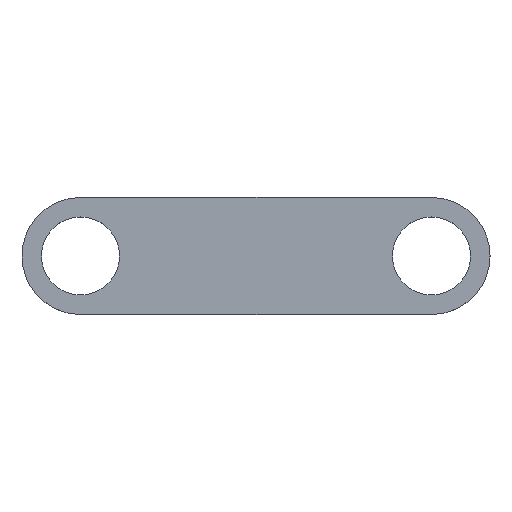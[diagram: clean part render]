
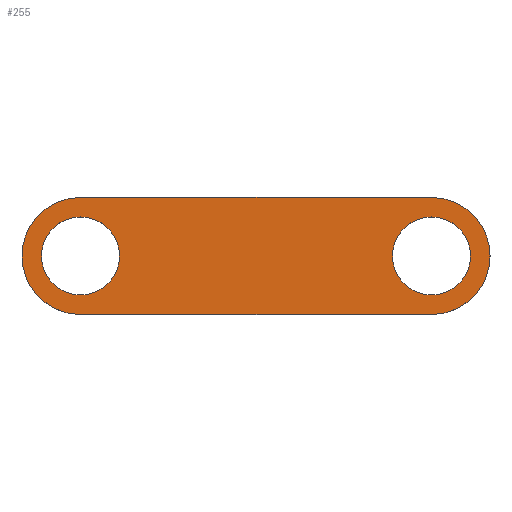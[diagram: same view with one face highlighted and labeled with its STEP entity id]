
A CAD part, top view. The second image highlights one B-rep face of the part: STEP entity #255.
In plain terms, the highlighted planar face has unit normal (0, 0, 1).
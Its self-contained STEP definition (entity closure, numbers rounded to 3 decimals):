
#11 = DIRECTION ( 'NONE',  ( 0., 0., 1. ) ) ;
#12 = EDGE_CURVE ( 'NONE', #290, #157, #385, .T. ) ;
#13 = CARTESIAN_POINT ( 'NONE',  ( -27.041, -2.246, 5. ) ) ;
#21 = CARTESIAN_POINT ( 'NONE',  ( -17.041, -2.246, 5. ) ) ;
#25 = DIRECTION ( 'NONE',  ( 0., 0., 1. ) ) ;
#27 = CARTESIAN_POINT ( 'NONE',  ( 72.959, -2.246, 5. ) ) ;
#30 = ORIENTED_EDGE ( 'NONE', *, *, #12, .T. ) ;
#31 = EDGE_CURVE ( 'NONE', #404, #262, #208, .T. ) ;
#32 = ORIENTED_EDGE ( 'NONE', *, *, #381, .F. ) ;
#45 = CARTESIAN_POINT ( 'NONE',  ( -27.041, -17.246, 5. ) ) ;
#47 = DIRECTION ( 'NONE',  ( 0., 0., 1. ) ) ;
#52 = FACE_BOUND ( 'NONE', #392, .T. ) ;
#55 = FACE_BOUND ( 'NONE', #93, .T. ) ;
#73 = CARTESIAN_POINT ( 'NONE',  ( -27.041, -2.246, 5. ) ) ;
#76 = DIRECTION ( 'NONE',  ( 1., 0., 0. ) ) ;
#77 = AXIS2_PLACEMENT_3D ( 'NONE', #83, #351, #386 ) ;
#83 = CARTESIAN_POINT ( 'NONE',  ( -27.041, -2.246, 5. ) ) ;
#87 = CARTESIAN_POINT ( 'NONE',  ( -27.041, -2.246, 5. ) ) ;
#88 = DIRECTION ( 'NONE',  ( 1., 0., 0. ) ) ;
#93 = EDGE_LOOP ( 'NONE', ( #32, #421 ) ) ;
#107 = DIRECTION ( 'NONE',  ( 1., 0., 0. ) ) ;
#112 = EDGE_CURVE ( 'NONE', #269, #226, #339, .T. ) ;
#116 = AXIS2_PLACEMENT_3D ( 'NONE', #156, #342, #250 ) ;
#118 = AXIS2_PLACEMENT_3D ( 'NONE', #87, #222, #88 ) ;
#124 = DIRECTION ( 'NONE',  ( 0., 0., 1. ) ) ;
#128 = AXIS2_PLACEMENT_3D ( 'NONE', #73, #47, #179 ) ;
#131 = CIRCLE ( 'NONE', #379, 15. ) ;
#133 = EDGE_CURVE ( 'NONE', #157, #354, #171, .T. ) ;
#134 = DIRECTION ( 'NONE',  ( 1., 0., 0. ) ) ;
#136 = CARTESIAN_POINT ( 'NONE',  ( -27.041, -17.246, 5. ) ) ;
#156 = CARTESIAN_POINT ( 'NONE',  ( 62.959, -2.246, 5. ) ) ;
#157 = VERTEX_POINT ( 'NONE', #45 ) ;
#167 = CARTESIAN_POINT ( 'NONE',  ( -27.041, -2.246, 5. ) ) ;
#171 = LINE ( 'NONE', #136, #401 ) ;
#179 = DIRECTION ( 'NONE',  ( 1., 0., 0. ) ) ;
#183 = AXIS2_PLACEMENT_3D ( 'NONE', #281, #25, #192 ) ;
#187 = CARTESIAN_POINT ( 'NONE',  ( -27.041, 12.754, 5. ) ) ;
#188 = VECTOR ( 'NONE', #370, 1000. ) ;
#189 = AXIS2_PLACEMENT_3D ( 'NONE', #13, #210, #107 ) ;
#192 = DIRECTION ( 'NONE',  ( 1., 0., 0. ) ) ;
#203 = EDGE_LOOP ( 'NONE', ( #231, #30, #328, #296, #304 ) ) ;
#208 = LINE ( 'NONE', #234, #188 ) ;
#210 = DIRECTION ( 'NONE',  ( 0., 0., 1. ) ) ;
#214 = CARTESIAN_POINT ( 'NONE',  ( 62.959, 12.754, 5. ) ) ;
#216 = DIRECTION ( 'NONE',  ( 1., 0., 0. ) ) ;
#217 = CIRCLE ( 'NONE', #378, 10. ) ;
#218 = CARTESIAN_POINT ( 'NONE',  ( -42.041, -2.246, 5. ) ) ;
#222 = DIRECTION ( 'NONE',  ( 0., 0., 1. ) ) ;
#226 = VERTEX_POINT ( 'NONE', #376 ) ;
#230 = EDGE_CURVE ( 'NONE', #354, #404, #131, .T. ) ;
#231 = ORIENTED_EDGE ( 'NONE', *, *, #287, .T. ) ;
#234 = CARTESIAN_POINT ( 'NONE',  ( -27.041, 12.754, 5. ) ) ;
#250 = DIRECTION ( 'NONE',  ( 1., 0., 0. ) ) ;
#251 = CIRCLE ( 'NONE', #183, 10. ) ;
#255 = ADVANCED_FACE ( 'NONE', ( #55, #285, #52 ), #412, .T. ) ;
#262 = VERTEX_POINT ( 'NONE', #187 ) ;
#269 = VERTEX_POINT ( 'NONE', #21 ) ;
#270 = CARTESIAN_POINT ( 'NONE',  ( 52.959, -2.246, 5. ) ) ;
#273 = CARTESIAN_POINT ( 'NONE',  ( 62.959, -17.246, 5. ) ) ;
#279 = ORIENTED_EDGE ( 'NONE', *, *, #305, .F. ) ;
#281 = CARTESIAN_POINT ( 'NONE',  ( 62.959, -2.246, 5. ) ) ;
#285 = FACE_OUTER_BOUND ( 'NONE', #203, .T. ) ;
#287 = EDGE_CURVE ( 'NONE', #262, #290, #371, .T. ) ;
#290 = VERTEX_POINT ( 'NONE', #218 ) ;
#294 = VERTEX_POINT ( 'NONE', #27 ) ;
#296 = ORIENTED_EDGE ( 'NONE', *, *, #230, .T. ) ;
#299 = CIRCLE ( 'NONE', #116, 10. ) ;
#301 = EDGE_CURVE ( 'NONE', #424, #294, #251, .T. ) ;
#304 = ORIENTED_EDGE ( 'NONE', *, *, #31, .T. ) ;
#305 = EDGE_CURVE ( 'NONE', #294, #424, #299, .T. ) ;
#309 = ORIENTED_EDGE ( 'NONE', *, *, #301, .F. ) ;
#328 = ORIENTED_EDGE ( 'NONE', *, *, #133, .T. ) ;
#339 = CIRCLE ( 'NONE', #189, 10. ) ;
#342 = DIRECTION ( 'NONE',  ( 0., 0., 1. ) ) ;
#351 = DIRECTION ( 'NONE',  ( 0., 0., 1. ) ) ;
#354 = VERTEX_POINT ( 'NONE', #273 ) ;
#370 = DIRECTION ( 'NONE',  ( -1., 0., 0. ) ) ;
#371 = CIRCLE ( 'NONE', #118, 15. ) ;
#376 = CARTESIAN_POINT ( 'NONE',  ( -37.041, -2.246, 5. ) ) ;
#378 = AXIS2_PLACEMENT_3D ( 'NONE', #167, #11, #134 ) ;
#379 = AXIS2_PLACEMENT_3D ( 'NONE', #410, #124, #216 ) ;
#381 = EDGE_CURVE ( 'NONE', #226, #269, #217, .T. ) ;
#385 = CIRCLE ( 'NONE', #128, 15. ) ;
#386 = DIRECTION ( 'NONE',  ( 1., 0., 0. ) ) ;
#392 = EDGE_LOOP ( 'NONE', ( #309, #279 ) ) ;
#401 = VECTOR ( 'NONE', #76, 1000. ) ;
#404 = VERTEX_POINT ( 'NONE', #214 ) ;
#410 = CARTESIAN_POINT ( 'NONE',  ( 62.959, -2.246, 5. ) ) ;
#412 = PLANE ( 'NONE',  #77 ) ;
#421 = ORIENTED_EDGE ( 'NONE', *, *, #112, .F. ) ;
#424 = VERTEX_POINT ( 'NONE', #270 ) ;
